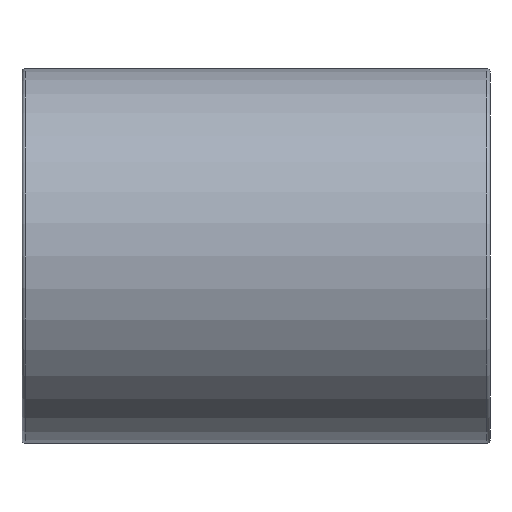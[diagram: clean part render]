
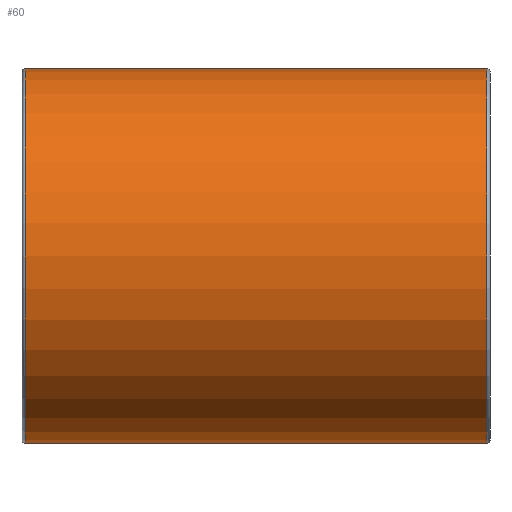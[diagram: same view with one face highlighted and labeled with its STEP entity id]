
A CAD part, front view. The second image highlights one B-rep face of the part: STEP entity #60.
In plain terms, the highlighted cylindrical face has radius 12 mm (diameter 24 mm), a partial arc.
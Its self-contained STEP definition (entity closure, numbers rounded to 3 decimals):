
#37 = AXIS2_PLACEMENT_3D ( 'NONE', #197, #198, #189 ) ;
#41 = AXIS2_PLACEMENT_3D ( 'NONE', #65, #70, #71 ) ;
#49 = AXIS2_PLACEMENT_3D ( 'NONE', #73, #128, #66 ) ;
#60 = ADVANCED_FACE ( 'NONE', ( #309 ), #315, .T. ) ;
#64 = CARTESIAN_POINT ( 'NONE',  ( 14.8, 0., -12. ) ) ;
#65 = CARTESIAN_POINT ( 'NONE',  ( -14.8, 0., 0. ) ) ;
#66 = DIRECTION ( 'NONE',  ( 0., 0., 1. ) ) ;
#70 = DIRECTION ( 'NONE',  ( 1., 0., 0. ) ) ;
#71 = DIRECTION ( 'NONE',  ( 0., 0., -1. ) ) ;
#73 = CARTESIAN_POINT ( 'NONE',  ( -68.332, 0., 0. ) ) ;
#98 = DIRECTION ( 'NONE',  ( -1., 0., 0. ) ) ;
#102 = CARTESIAN_POINT ( 'NONE',  ( -14.8, 0., 12. ) ) ;
#113 = VERTEX_POINT ( 'NONE', #64 ) ;
#121 = CARTESIAN_POINT ( 'NONE',  ( -68.332, 0., -12. ) ) ;
#126 = VERTEX_POINT ( 'NONE', #184 ) ;
#128 = DIRECTION ( 'NONE',  ( -1., 0., 0. ) ) ;
#151 = VERTEX_POINT ( 'NONE', #102 ) ;
#153 = DIRECTION ( 'NONE',  ( -1., 0., 0. ) ) ;
#180 = CARTESIAN_POINT ( 'NONE',  ( -68.332, 0., 12. ) ) ;
#184 = CARTESIAN_POINT ( 'NONE',  ( 14.8, 0., 12. ) ) ;
#189 = DIRECTION ( 'NONE',  ( 0., 0., 1. ) ) ;
#190 = CARTESIAN_POINT ( 'NONE',  ( -14.8, 0., -12. ) ) ;
#195 = VERTEX_POINT ( 'NONE', #190 ) ;
#197 = CARTESIAN_POINT ( 'NONE',  ( 14.8, 0., 0. ) ) ;
#198 = DIRECTION ( 'NONE',  ( -1., 0., 0. ) ) ;
#205 = VECTOR ( 'NONE', #153, 1000. ) ;
#234 = LINE ( 'NONE', #121, #205 ) ;
#241 = EDGE_LOOP ( 'NONE', ( #295, #313, #261, #299 ) ) ;
#256 = LINE ( 'NONE', #180, #318 ) ;
#261 = ORIENTED_EDGE ( 'NONE', *, *, #353, .T. ) ;
#264 = CIRCLE ( 'NONE', #37, 12. ) ;
#295 = ORIENTED_EDGE ( 'NONE', *, *, #344, .F. ) ;
#299 = ORIENTED_EDGE ( 'NONE', *, *, #350, .T. ) ;
#309 = FACE_OUTER_BOUND ( 'NONE', #241, .T. ) ;
#313 = ORIENTED_EDGE ( 'NONE', *, *, #349, .T. ) ;
#315 = CYLINDRICAL_SURFACE ( 'NONE', #49, 12. ) ;
#318 = VECTOR ( 'NONE', #98, 1000. ) ;
#328 = CIRCLE ( 'NONE', #41, 12. ) ;
#344 = EDGE_CURVE ( 'NONE', #113, #195, #234, .T. ) ;
#349 = EDGE_CURVE ( 'NONE', #113, #126, #264, .T. ) ;
#350 = EDGE_CURVE ( 'NONE', #151, #195, #328, .T. ) ;
#353 = EDGE_CURVE ( 'NONE', #126, #151, #256, .T. ) ;
